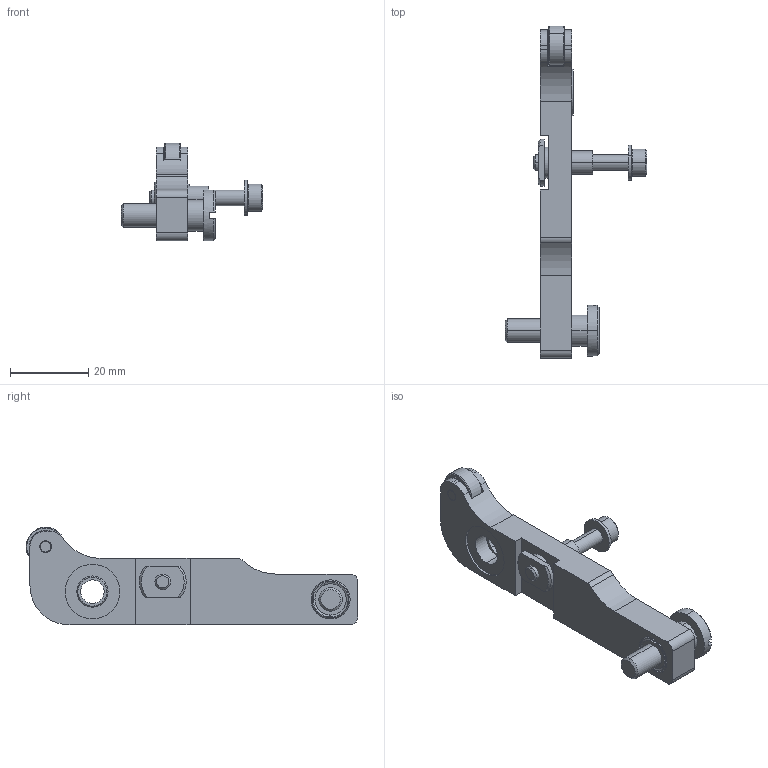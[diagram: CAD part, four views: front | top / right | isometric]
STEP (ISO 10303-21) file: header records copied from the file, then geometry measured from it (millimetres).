
FILE_DESCRIPTION (( 'STEP AP214' ), '1' );
FILE_NAME ('INGUN_115935.STEP', '2024-03-01T09:15:43', ( '' ), ( '' ), 'SwSTEP 2.0', 'SolidWorks 2021', '' );
FILE_SCHEMA (( 'AUTOMOTIVE_DESIGN' ));
Length unit declared in the file: millimetre
Products named in the file (12): DIN125~n_04,3 M04,0; DIN923~n_M06x12; 3287~0; 106068~2_S; 4213~0; 8670~0; 3290~0; 101842~0_M 4 x 25; 31194~0; 110404~0_S; 54838~3_S; INGUN_115935
Assembly tree (11 placements, depth 3):
  INGUN_115935
    110404~0_S
    4213~0
    54838~3_S
      101842~0_M 4 x 25
      DIN125~n_04,3 M04,0
      106068~2_S
    31194~0
    3287~0
    3290~0
    8670~0
    DIN923~n_M06x12
Bounding box: 36.3 x 85 x 25 mm (x, y, z)
Volume: 11367.7 mm3; surface area: 8443.7 mm2
Topology: 10 solids, 10 shells, 205 faces, 453 edges, 282 vertices
Faces by surface type: cylinder 75, plane 67, cone 55, torus 8
Entity records: 6323 total; most frequent: DIRECTION 1108, CARTESIAN_POINT 1027, ORIENTED_EDGE 906, EDGE_CURVE 453, AXIS2_PLACEMENT_3D 451, VERTEX_POINT 282, EDGE_LOOP 239, CIRCLE 231
